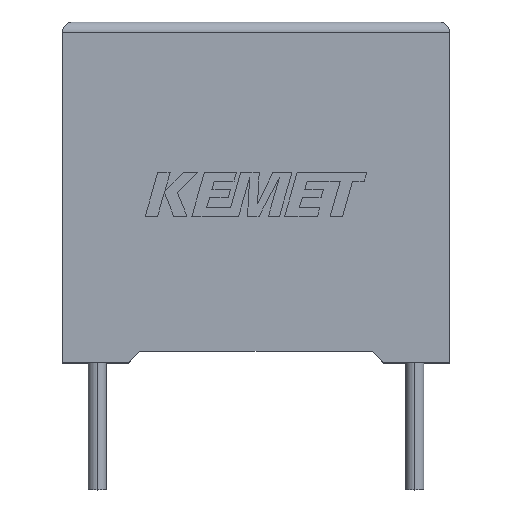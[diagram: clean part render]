
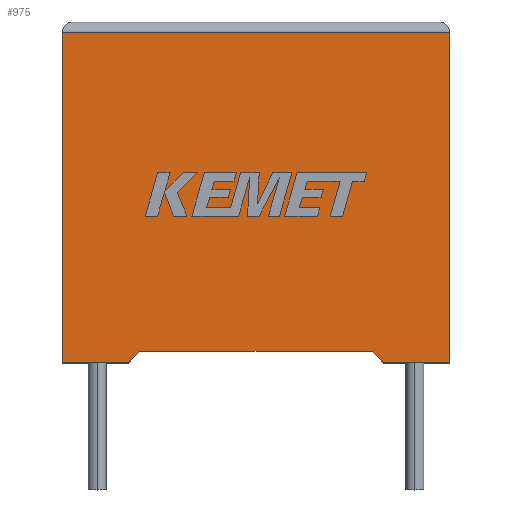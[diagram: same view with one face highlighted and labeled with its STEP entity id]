
A CAD part, top view. The second image highlights one B-rep face of the part: STEP entity #975.
In plain terms, the highlighted planar face has unit normal (0, 0, 1).
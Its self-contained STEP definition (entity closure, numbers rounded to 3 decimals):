
#27 = AXIS2_PLACEMENT_3D ( 'NONE', #1514, #2713, #338 ) ;
#193 = CARTESIAN_POINT ( 'NONE',  ( 0., 0., 10.2 ) ) ;
#226 = VERTEX_POINT ( 'NONE', #1053 ) ;
#250 = ORIENTED_EDGE ( 'NONE', *, *, #2462, .T. ) ;
#261 = DIRECTION ( 'NONE',  ( -0.675, -0.738, 0. ) ) ;
#264 = CARTESIAN_POINT ( 'NONE',  ( 15.15, 0., 10.2 ) ) ;
#338 = DIRECTION ( 'NONE',  ( -1., 0., 0. ) ) ;
#410 = VECTOR ( 'NONE', #2137, 1000. ) ;
#435 = CARTESIAN_POINT ( 'NONE',  ( 0., 0., 10.2 ) ) ;
#732 = EDGE_CURVE ( 'NONE', #1195, #1684, #2999, .T. ) ;
#757 = VECTOR ( 'NONE', #1308, 1000. ) ;
#820 = DIRECTION ( 'NONE',  ( -1., 0., 0. ) ) ;
#876 = VERTEX_POINT ( 'NONE', #1148 ) ;
#920 = CARTESIAN_POINT ( 'NONE',  ( 3.15, 0., 10.2 ) ) ;
#975 = ADVANCED_FACE ( 'NONE', ( #2223 ), #2675, .F. ) ;
#1053 = CARTESIAN_POINT ( 'NONE',  ( 15.15, 0., 10.2 ) ) ;
#1063 = DIRECTION ( 'NONE',  ( -1., 0., 0. ) ) ;
#1075 = EDGE_CURVE ( 'NONE', #2480, #1195, #2960, .T. ) ;
#1082 = CARTESIAN_POINT ( 'NONE',  ( 18.3, 0., 10.2 ) ) ;
#1148 = CARTESIAN_POINT ( 'NONE',  ( 3.658, 0.555, 10.2 ) ) ;
#1156 = EDGE_CURVE ( 'NONE', #2871, #226, #3058, .T. ) ;
#1195 = VERTEX_POINT ( 'NONE', #2152 ) ;
#1240 = ORIENTED_EDGE ( 'NONE', *, *, #1910, .T. ) ;
#1277 = LINE ( 'NONE', #2458, #2285 ) ;
#1295 = DIRECTION ( 'NONE',  ( 1., 0., 0. ) ) ;
#1308 = DIRECTION ( 'NONE',  ( 0., -1., 0. ) ) ;
#1322 = VERTEX_POINT ( 'NONE', #1732 ) ;
#1362 = VECTOR ( 'NONE', #1384, 1000. ) ;
#1384 = DIRECTION ( 'NONE',  ( 1., 0., 0. ) ) ;
#1423 = LINE ( 'NONE', #920, #1861 ) ;
#1514 = CARTESIAN_POINT ( 'NONE',  ( 0., 0., 10.2 ) ) ;
#1539 = ORIENTED_EDGE ( 'NONE', *, *, #1709, .F. ) ;
#1641 = CARTESIAN_POINT ( 'NONE',  ( 14.642, 0.555, 10.2 ) ) ;
#1684 = VERTEX_POINT ( 'NONE', #435 ) ;
#1709 = EDGE_CURVE ( 'NONE', #876, #3007, #1423, .T. ) ;
#1731 = ORIENTED_EDGE ( 'NONE', *, *, #1958, .F. ) ;
#1732 = CARTESIAN_POINT ( 'NONE',  ( 18.3, 0., 10.2 ) ) ;
#1797 = CARTESIAN_POINT ( 'NONE',  ( 0., 15.6, 10.2 ) ) ;
#1826 = LINE ( 'NONE', #2939, #2493 ) ;
#1861 = VECTOR ( 'NONE', #261, 1000. ) ;
#1878 = LINE ( 'NONE', #2573, #1362 ) ;
#1910 = EDGE_CURVE ( 'NONE', #1322, #2480, #2034, .T. ) ;
#1958 = EDGE_CURVE ( 'NONE', #2871, #876, #1826, .T. ) ;
#2034 = LINE ( 'NONE', #1082, #2551 ) ;
#2089 = ORIENTED_EDGE ( 'NONE', *, *, #732, .T. ) ;
#2124 = ORIENTED_EDGE ( 'NONE', *, *, #1156, .T. ) ;
#2137 = DIRECTION ( 'NONE',  ( 0.675, -0.738, 0. ) ) ;
#2152 = CARTESIAN_POINT ( 'NONE',  ( 0., 15.6, 10.2 ) ) ;
#2223 = FACE_OUTER_BOUND ( 'NONE', #2974, .T. ) ;
#2227 = CARTESIAN_POINT ( 'NONE',  ( 18.3, 15.6, 10.2 ) ) ;
#2243 = EDGE_CURVE ( 'NONE', #1684, #3007, #1878, .T. ) ;
#2276 = CARTESIAN_POINT ( 'NONE',  ( 3.15, 0., 10.2 ) ) ;
#2285 = VECTOR ( 'NONE', #1295, 1000. ) ;
#2458 = CARTESIAN_POINT ( 'NONE',  ( 0., 0., 10.2 ) ) ;
#2462 = EDGE_CURVE ( 'NONE', #226, #1322, #1277, .T. ) ;
#2480 = VERTEX_POINT ( 'NONE', #2227 ) ;
#2493 = VECTOR ( 'NONE', #820, 1000. ) ;
#2535 = ORIENTED_EDGE ( 'NONE', *, *, #1075, .T. ) ;
#2551 = VECTOR ( 'NONE', #2968, 1000. ) ;
#2573 = CARTESIAN_POINT ( 'NONE',  ( 0., 0., 10.2 ) ) ;
#2675 = PLANE ( 'NONE',  #27 ) ;
#2713 = DIRECTION ( 'NONE',  ( 0., 0., -1. ) ) ;
#2790 = VECTOR ( 'NONE', #1063, 1000. ) ;
#2871 = VERTEX_POINT ( 'NONE', #1641 ) ;
#2928 = ORIENTED_EDGE ( 'NONE', *, *, #2243, .T. ) ;
#2939 = CARTESIAN_POINT ( 'NONE',  ( 9.15, 0.555, 10.2 ) ) ;
#2960 = LINE ( 'NONE', #1797, #2790 ) ;
#2968 = DIRECTION ( 'NONE',  ( 0., 1., 0. ) ) ;
#2974 = EDGE_LOOP ( 'NONE', ( #1240, #2535, #2089, #2928, #1539, #1731, #2124, #250 ) ) ;
#2999 = LINE ( 'NONE', #193, #757 ) ;
#3007 = VERTEX_POINT ( 'NONE', #2276 ) ;
#3058 = LINE ( 'NONE', #264, #410 ) ;
